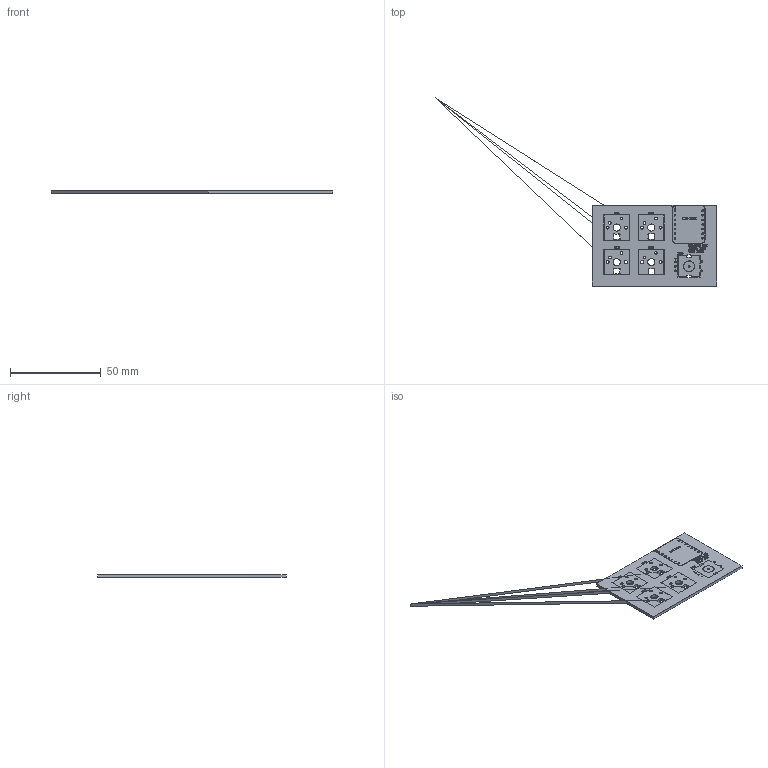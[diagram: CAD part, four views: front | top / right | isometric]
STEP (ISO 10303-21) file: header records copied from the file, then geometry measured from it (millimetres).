
FILE_DESCRIPTION(('KiCad electronic assembly'),'2;1');
FILE_NAME('HackPad!.step','2026-01-25T22:11:39',('Pcbnew'),('Kicad'), 'Open CASCADE STEP processor 7.9','KiCad to STEP converter','Unknown' );
FILE_SCHEMA(('AUTOMOTIVE_DESIGN { 1 0 10303 214 1 1 1 1 }'));
Length unit declared in the file: millimetre
Products named in the file (6): HackPad! 1; HackPad!_silkscreen; HackPad!_soldermask; HackPad!_PCB
Assembly tree (5 placements, depth 2):
  HackPad! 1
    HackPad!_silkscreen
    HackPad!_silkscreen
    HackPad!_soldermask
    HackPad!_soldermask
    HackPad!_PCB
Bounding box: 155.1 x 103.67 x 1.66 mm (x, y, z)
Surface area: 13273.9 mm2 (no closed solid volume)
Topology: 0 solids, 77 shells, 234 faces, 2143 edges, 1979 vertices
Faces by surface type: plane 190, cylinder 44
Full cylindrical faces by diameter (mm): 0.889 x14, 1 x5, 1.5 x8, 1.7 x4, 4 x4
Entity records: 21068 total; most frequent: CARTESIAN_POINT 4362, DIRECTION 3184, ORIENTED_EDGE 2595, EDGE_CURVE 2143, VERTEX_POINT 1979, LINE 1582, VECTOR 1582, AXIS2_PLACEMENT_3D 801
